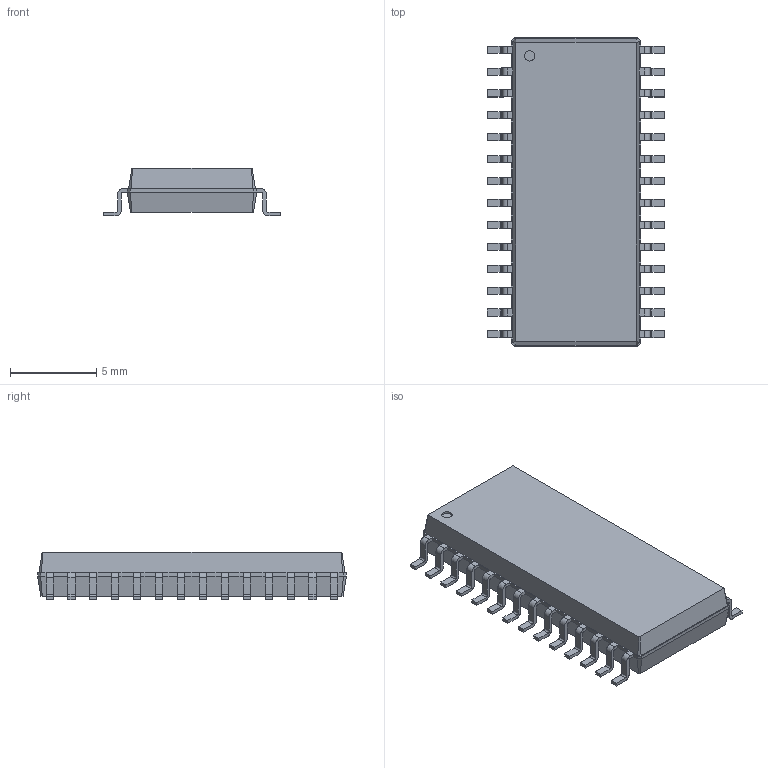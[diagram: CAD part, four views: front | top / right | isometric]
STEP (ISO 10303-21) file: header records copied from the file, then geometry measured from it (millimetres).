
FILE_DESCRIPTION(/* description */ ('model of SOIC-28W_7.5x17.9mm_Pitch1.27mm'),/* implementation_level */ '2;1');
FILE_NAME(/* name */ 'SOIC-28W_7.5x17.9mm_Pitch1.27mm.step',/* time_stamp */ '2017-02-21T23:34:17',/* author */ ('kicad StepUp','ksu'),/* organization */ ('FreeCAD'),/* preprocessor_version */ 'OCC',/* originating_system */ 'kicad StepUp',/* authorisation */ '');
FILE_SCHEMA(('AUTOMOTIVE_DESIGN_CC2 { 1 2 10303 214 -1 1 5 4 }'));
Length unit declared in the file: millimetre
Products named in the file (1): SOIC-28W_7.5x17.9mm_Pitch1.27mm
Bounding box: 10.3 x 17.9 x 2.75 mm (x, y, z)
Volume: 332.8 mm3; surface area: 466.9 mm2
Topology: 1 solids, 1 shells, 456 faces, 1223 edges, 770 vertices
Faces by surface type: plane 291, cylinder 113, bspline 52
Full cylindrical faces by diameter (mm): 0.6 x1
Entity records: 17159 total; most frequent: CARTESIAN_POINT 2638, ORIENTED_EDGE 2446, DIRECTION 2227, EDGE_CURVE 1223, LINE 965, VECTOR 965, VERTEX_POINT 770, AXIS2_PLACEMENT_3D 631
